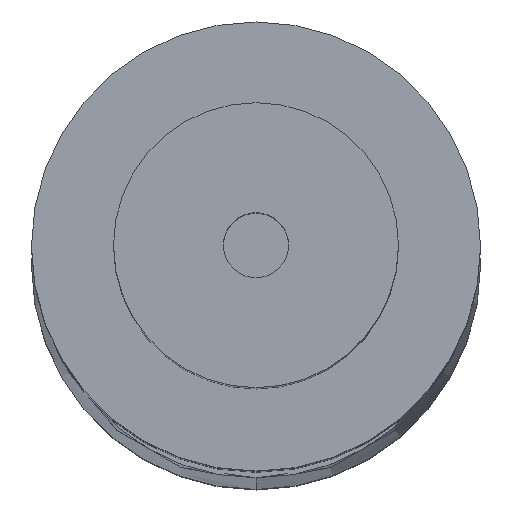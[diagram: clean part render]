
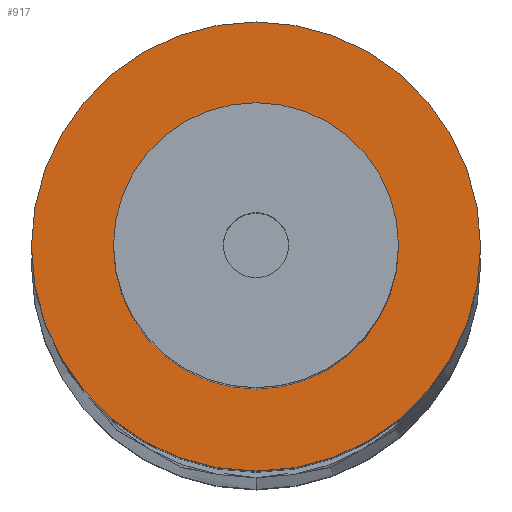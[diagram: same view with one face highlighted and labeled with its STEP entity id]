
A CAD part, top view. The second image highlights one B-rep face of the part: STEP entity #917.
In plain terms, the highlighted planar face has unit normal (0, 0, 1).
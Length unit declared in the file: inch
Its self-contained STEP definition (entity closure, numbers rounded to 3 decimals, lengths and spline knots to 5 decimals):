
#598=CARTESIAN_POINT('',(0.,0.,-0.08266));
#599=DIRECTION('',(0.,0.,1.));
#600=DIRECTION('',(0.,1.,0.));
#601=AXIS2_PLACEMENT_3D('',#598,#599,#600);
#607=CARTESIAN_POINT('',(0.,0.,-0.08266));
#608=DIRECTION('',(0.,0.,-1.));
#609=DIRECTION('',(0.,1.,0.));
#610=AXIS2_PLACEMENT_3D('',#607,#608,#609);
#616=CARTESIAN_POINT('',(0.,0.,-0.08266));
#617=DIRECTION('',(0.,0.,1.));
#618=DIRECTION('',(0.,1.,0.));
#619=AXIS2_PLACEMENT_3D('',#616,#617,#618);
#621=CARTESIAN_POINT('',(0.,0.,-0.08266));
#622=DIRECTION('',(0.,0.,-1.));
#623=DIRECTION('',(0.,1.,0.));
#624=AXIS2_PLACEMENT_3D('',#621,#622,#623);
#821=CARTESIAN_POINT('',(0.,0.145,-0.08266));
#823=VERTEX_POINT('',#821);
#824=CARTESIAN_POINT('',(0.,0.092,-0.08266));
#826=VERTEX_POINT('',#824);
#849=CARTESIAN_POINT('',(0.,-0.145,-0.08266));
#851=VERTEX_POINT('',#849);
#852=CARTESIAN_POINT('',(0.,-0.092,-0.08266));
#854=VERTEX_POINT('',#852);
#902=CARTESIAN_POINT('',(0.,0.,-0.08266));
#903=DIRECTION('',(0.,0.,1.));
#904=DIRECTION('',(0.,1.,0.));
#905=AXIS2_PLACEMENT_3D('',#902,#903,#904);
#906=PLANE('',#905);
#908=ORIENTED_EDGE('',*,*,#907,.F.);
#910=ORIENTED_EDGE('',*,*,#909,.T.);
#911=EDGE_LOOP('',(#908,#910));
#912=FACE_OUTER_BOUND('',#911,.F.);
#913=ORIENTED_EDGE('',*,*,#895,.F.);
#914=ORIENTED_EDGE('',*,*,#884,.T.);
#915=EDGE_LOOP('',(#913,#914));
#916=FACE_BOUND('',#915,.F.);
#917=ADVANCED_FACE('',(#912,#916),#906,.T.);
#602=CIRCLE('',#601,0.092);
#611=CIRCLE('',#610,0.092);
#620=CIRCLE('',#619,0.145);
#625=CIRCLE('',#624,0.145);
#884=EDGE_CURVE('',#826,#854,#602,.T.);
#895=EDGE_CURVE('',#826,#854,#611,.T.);
#907=EDGE_CURVE('',#823,#851,#620,.T.);
#909=EDGE_CURVE('',#823,#851,#625,.T.);
